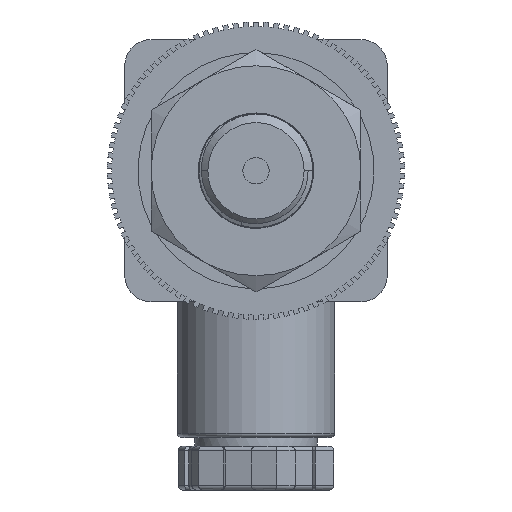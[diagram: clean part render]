
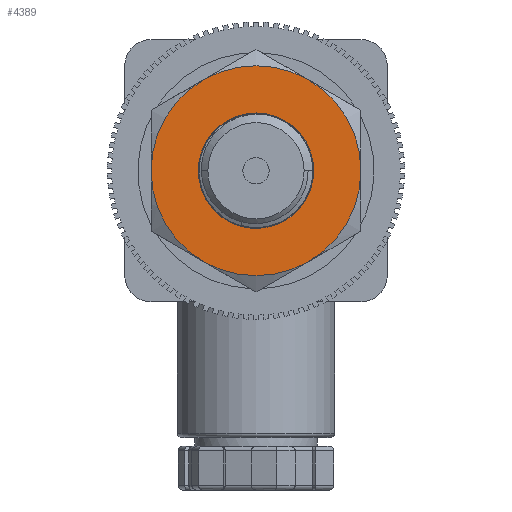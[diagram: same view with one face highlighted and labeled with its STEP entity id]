
A CAD part, left-side view. The second image highlights one B-rep face of the part: STEP entity #4389.
In plain terms, the highlighted planar face has unit normal (-1, 0, 0).
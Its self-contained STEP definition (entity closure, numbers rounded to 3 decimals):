
#124 = CIRCLE ( 'NONE', #27940, 12. ) ;
#210 = DIRECTION ( 'NONE',  ( 0., -1., 0. ) ) ;
#218 = DIRECTION ( 'NONE',  ( 0., 1., 0. ) ) ;
#323 = PLANE ( 'NONE',  #24766 ) ;
#619 = ORIENTED_EDGE ( 'NONE', *, *, #15303, .T. ) ;
#754 = CARTESIAN_POINT ( 'NONE',  ( 12., 0., 0. ) ) ;
#1972 = EDGE_CURVE ( 'NONE', #11810, #15827, #124, .T. ) ;
#2120 = VERTEX_POINT ( 'NONE', #17851 ) ;
#2357 = FACE_BOUND ( 'NONE', #15701, .T. ) ;
#2527 = CARTESIAN_POINT ( 'NONE',  ( 12., 6., -10.392 ) ) ;
#2702 = EDGE_CURVE ( 'NONE', #15827, #2120, #23888, .T. ) ;
#2838 = VERTEX_POINT ( 'NONE', #22009 ) ;
#3027 = CIRCLE ( 'NONE', #6006, 12. ) ;
#3564 = ORIENTED_EDGE ( 'NONE', *, *, #1972, .F. ) ;
#3613 = ORIENTED_EDGE ( 'NONE', *, *, #26061, .T. ) ;
#3868 = EDGE_CURVE ( 'NONE', #19826, #13112, #22314, .T. ) ;
#4389 = ADVANCED_FACE ( 'NONE', ( #21616, #2357 ), #323, .F. ) ;
#4445 = CIRCLE ( 'NONE', #13616, 12. ) ;
#4988 = DIRECTION ( 'NONE',  ( 1., 0., 0. ) ) ;
#6006 = AXIS2_PLACEMENT_3D ( 'NONE', #24066, #28679, #210 ) ;
#6439 = DIRECTION ( 'NONE',  ( 1., 0., 0. ) ) ;
#7219 = CARTESIAN_POINT ( 'NONE',  ( 12., 0., 0. ) ) ;
#7324 = CARTESIAN_POINT ( 'NONE',  ( 12., 12., 0. ) ) ;
#9099 = VERTEX_POINT ( 'NONE', #17170 ) ;
#9210 = AXIS2_PLACEMENT_3D ( 'NONE', #10155, #26996, #12547 ) ;
#9965 = DIRECTION ( 'NONE',  ( 1., 0., 0. ) ) ;
#10155 = CARTESIAN_POINT ( 'NONE',  ( 12., 0., 0. ) ) ;
#11810 = VERTEX_POINT ( 'NONE', #7324 ) ;
#11896 = DIRECTION ( 'NONE',  ( 1., 0., 0. ) ) ;
#12278 = CARTESIAN_POINT ( 'NONE',  ( 12., 0., 0. ) ) ;
#12547 = DIRECTION ( 'NONE',  ( 0., 1., -0.016 ) ) ;
#12942 = ORIENTED_EDGE ( 'NONE', *, *, #3868, .F. ) ;
#12988 = ORIENTED_EDGE ( 'NONE', *, *, #25117, .F. ) ;
#13112 = VERTEX_POINT ( 'NONE', #2527 ) ;
#13616 = AXIS2_PLACEMENT_3D ( 'NONE', #7219, #4988, #29098 ) ;
#14262 = AXIS2_PLACEMENT_3D ( 'NONE', #20854, #6439, #20974 ) ;
#14441 = CARTESIAN_POINT ( 'NONE',  ( 12., -6., -10.392 ) ) ;
#14451 = DIRECTION ( 'NONE',  ( 1., 0., 0. ) ) ;
#14930 = ORIENTED_EDGE ( 'NONE', *, *, #17347, .F. ) ;
#15119 = DIRECTION ( 'NONE',  ( 0., 1., 0. ) ) ;
#15303 = EDGE_CURVE ( 'NONE', #18629, #2838, #20522, .T. ) ;
#15517 = DIRECTION ( 'NONE',  ( 0., -0.5, -0.866 ) ) ;
#15701 = EDGE_LOOP ( 'NONE', ( #619, #3613 ) ) ;
#15827 = VERTEX_POINT ( 'NONE', #18872 ) ;
#16535 = CIRCLE ( 'NONE', #19140, 6.6 ) ;
#17170 = CARTESIAN_POINT ( 'NONE',  ( 12., -12., 0. ) ) ;
#17248 = DIRECTION ( 'NONE',  ( 1., 0., 0. ) ) ;
#17347 = EDGE_CURVE ( 'NONE', #9099, #19826, #3027, .T. ) ;
#17835 = CARTESIAN_POINT ( 'NONE',  ( 12., 0., 0. ) ) ;
#17851 = CARTESIAN_POINT ( 'NONE',  ( 12., -6., 10.392 ) ) ;
#18629 = VERTEX_POINT ( 'NONE', #24298 ) ;
#18870 = DIRECTION ( 'NONE',  ( 0., -1., 0.016 ) ) ;
#18872 = CARTESIAN_POINT ( 'NONE',  ( 12., 6., 10.392 ) ) ;
#18962 = CARTESIAN_POINT ( 'NONE',  ( 12., 0., 0. ) ) ;
#19001 = CARTESIAN_POINT ( 'NONE',  ( 12., 0., 0. ) ) ;
#19109 = EDGE_LOOP ( 'NONE', ( #31018, #12942, #14930, #12988, #26764, #3564 ) ) ;
#19140 = AXIS2_PLACEMENT_3D ( 'NONE', #18962, #11896, #18870 ) ;
#19826 = VERTEX_POINT ( 'NONE', #14441 ) ;
#20268 = DIRECTION ( 'NONE',  ( 1., 0., 0. ) ) ;
#20522 = CIRCLE ( 'NONE', #9210, 6.6 ) ;
#20854 = CARTESIAN_POINT ( 'NONE',  ( 12., 0., 0. ) ) ;
#20974 = DIRECTION ( 'NONE',  ( 0., 0.5, 0.866 ) ) ;
#21616 = FACE_OUTER_BOUND ( 'NONE', #19109, .T. ) ;
#21626 = DIRECTION ( 'NONE',  ( 0., 0.5, -0.866 ) ) ;
#22009 = CARTESIAN_POINT ( 'NONE',  ( 12., 6.6, 0.003 ) ) ;
#22314 = CIRCLE ( 'NONE', #28581, 12. ) ;
#23888 = CIRCLE ( 'NONE', #14262, 12. ) ;
#24066 = CARTESIAN_POINT ( 'NONE',  ( 12., 0., 0. ) ) ;
#24298 = CARTESIAN_POINT ( 'NONE',  ( 12., -6.6, -0.003 ) ) ;
#24766 = AXIS2_PLACEMENT_3D ( 'NONE', #12278, #9965, #218 ) ;
#25117 = EDGE_CURVE ( 'NONE', #2120, #9099, #4445, .T. ) ;
#26061 = EDGE_CURVE ( 'NONE', #2838, #18629, #16535, .T. ) ;
#26598 = CIRCLE ( 'NONE', #30034, 12. ) ;
#26764 = ORIENTED_EDGE ( 'NONE', *, *, #2702, .F. ) ;
#26996 = DIRECTION ( 'NONE',  ( 1., 0., 0. ) ) ;
#27896 = EDGE_CURVE ( 'NONE', #13112, #11810, #26598, .T. ) ;
#27940 = AXIS2_PLACEMENT_3D ( 'NONE', #754, #17248, #15119 ) ;
#28581 = AXIS2_PLACEMENT_3D ( 'NONE', #17835, #20268, #15517 ) ;
#28679 = DIRECTION ( 'NONE',  ( 1., 0., 0. ) ) ;
#29098 = DIRECTION ( 'NONE',  ( 0., -0.5, 0.866 ) ) ;
#30034 = AXIS2_PLACEMENT_3D ( 'NONE', #19001, #14451, #21626 ) ;
#31018 = ORIENTED_EDGE ( 'NONE', *, *, #27896, .F. ) ;
